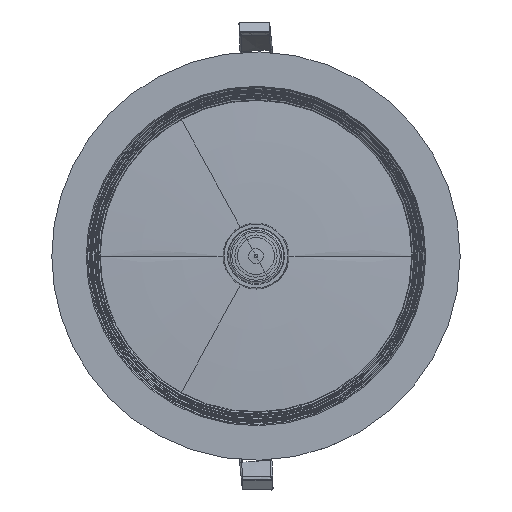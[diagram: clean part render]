
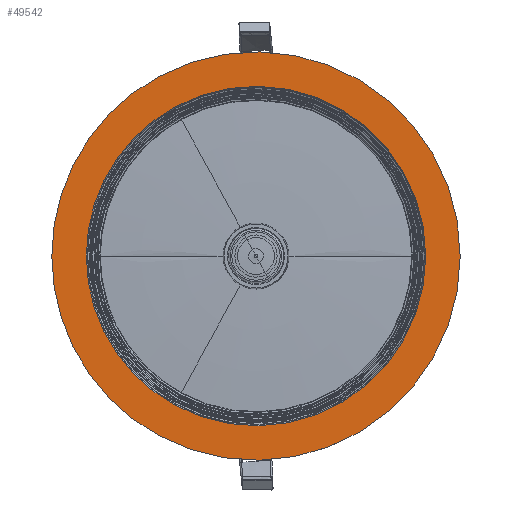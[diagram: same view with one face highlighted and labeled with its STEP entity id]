
A CAD part, top view. The second image highlights one B-rep face of the part: STEP entity #49542.
In plain terms, the highlighted planar face has unit normal (0, 0, 1).
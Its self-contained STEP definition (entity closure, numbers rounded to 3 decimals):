
#39585=AXIS2_PLACEMENT_3D('Circle Axis2P3D',#39583,#39584,$) ;
#39592=AXIS2_PLACEMENT_3D('Circle Axis2P3D',#39590,#39591,$) ;
#39619=AXIS2_PLACEMENT_3D('Circle Axis2P3D',#39617,#39618,$) ;
#39631=AXIS2_PLACEMENT_3D('Circle Axis2P3D',#39629,#39630,$) ;
#49500=AXIS2_PLACEMENT_3D('Plane Axis2P3D',#49497,#49498,#49499) ;
#49510=AXIS2_PLACEMENT_3D('Circle Axis2P3D',#49508,#49509,$) ;
#49519=AXIS2_PLACEMENT_3D('Circle Axis2P3D',#49517,#49518,$) ;
#49526=AXIS2_PLACEMENT_3D('Circle Axis2P3D',#49524,#49525,$) ;
#49533=AXIS2_PLACEMENT_3D('Circle Axis2P3D',#49531,#49532,$) ;
#39580=CARTESIAN_POINT('Vertex',(-57.55,105.344,57.8)) ;
#39583=CARTESIAN_POINT('Axis2P3D Location',(0.,0.,57.8)) ;
#39587=CARTESIAN_POINT('Vertex',(120.039,0.,57.8)) ;
#39590=CARTESIAN_POINT('Axis2P3D Location',(0.,0.,57.8)) ;
#39594=CARTESIAN_POINT('Vertex',(-57.55,-105.344,57.8)) ;
#39614=CARTESIAN_POINT('Vertex',(-120.039,0.,57.8)) ;
#39617=CARTESIAN_POINT('Axis2P3D Location',(0.,0.,57.8)) ;
#39629=CARTESIAN_POINT('Axis2P3D Location',(0.,0.,57.8)) ;
#49497=CARTESIAN_POINT('Axis2P3D Location',(0.,-120.039,57.8)) ;
#49508=CARTESIAN_POINT('Axis2P3D Location',(0.,0.,57.8)) ;
#49512=CARTESIAN_POINT('Vertex',(99.758,0.,57.8)) ;
#49514=CARTESIAN_POINT('Vertex',(-47.827,-87.546,57.8)) ;
#49517=CARTESIAN_POINT('Axis2P3D Location',(0.,0.,57.8)) ;
#49521=CARTESIAN_POINT('Vertex',(-99.758,0.,57.8)) ;
#49524=CARTESIAN_POINT('Axis2P3D Location',(0.,0.,57.8)) ;
#49528=CARTESIAN_POINT('Vertex',(-47.827,87.546,57.8)) ;
#49531=CARTESIAN_POINT('Axis2P3D Location',(0.,0.,57.8)) ;
#39584=DIRECTION('Axis2P3D Direction',(0.,0.,1.)) ;
#39591=DIRECTION('Axis2P3D Direction',(0.,0.,1.)) ;
#39618=DIRECTION('Axis2P3D Direction',(0.,0.,1.)) ;
#39630=DIRECTION('Axis2P3D Direction',(0.,0.,1.)) ;
#49498=DIRECTION('Axis2P3D Direction',(0.,0.,1.)) ;
#49499=DIRECTION('Axis2P3D XDirection',(1.,0.,0.)) ;
#49509=DIRECTION('Axis2P3D Direction',(0.,0.,1.)) ;
#49518=DIRECTION('Axis2P3D Direction',(0.,0.,1.)) ;
#49525=DIRECTION('Axis2P3D Direction',(0.,0.,1.)) ;
#49532=DIRECTION('Axis2P3D Direction',(0.,0.,1.)) ;
#49503=ORIENTED_EDGE('',*,*,#39589,.T.) ;
#49504=ORIENTED_EDGE('',*,*,#39621,.T.) ;
#49505=ORIENTED_EDGE('',*,*,#39633,.F.) ;
#49506=ORIENTED_EDGE('',*,*,#39596,.F.) ;
#49537=ORIENTED_EDGE('',*,*,#49516,.T.) ;
#49538=ORIENTED_EDGE('',*,*,#49523,.T.) ;
#49539=ORIENTED_EDGE('',*,*,#49530,.F.) ;
#49540=ORIENTED_EDGE('',*,*,#49535,.F.) ;
#49541=FACE_BOUND('',#49536,.T.) ;
#49542=ADVANCED_FACE('PartBody',(#49507,#49541),#49501,.T.) ;
#39586=CIRCLE('generated circle',#39585,120.039) ;
#39593=CIRCLE('generated circle',#39592,120.039) ;
#39620=CIRCLE('generated circle',#39619,120.039) ;
#39632=CIRCLE('generated circle',#39631,120.039) ;
#49511=CIRCLE('generated circle',#49510,99.758) ;
#49520=CIRCLE('generated circle',#49519,99.758) ;
#49527=CIRCLE('generated circle',#49526,99.758) ;
#49534=CIRCLE('generated circle',#49533,99.758) ;
#39589=EDGE_CURVE('',#39588,#39581,#39586,.T.) ;
#39596=EDGE_CURVE('',#39588,#39595,#39593,.F.) ;
#39621=EDGE_CURVE('',#39581,#39615,#39620,.T.) ;
#39633=EDGE_CURVE('',#39595,#39615,#39632,.F.) ;
#49516=EDGE_CURVE('',#49513,#49515,#49511,.F.) ;
#49523=EDGE_CURVE('',#49515,#49522,#49520,.F.) ;
#49530=EDGE_CURVE('',#49529,#49522,#49527,.T.) ;
#49535=EDGE_CURVE('',#49513,#49529,#49534,.T.) ;
#49502=EDGE_LOOP('',(#49503,#49504,#49505,#49506)) ;
#49536=EDGE_LOOP('',(#49537,#49538,#49539,#49540)) ;
#49507=FACE_OUTER_BOUND('',#49502,.T.) ;
#49501=PLANE('',#49500) ;
#39581=VERTEX_POINT('',#39580) ;
#39588=VERTEX_POINT('',#39587) ;
#39595=VERTEX_POINT('',#39594) ;
#39615=VERTEX_POINT('',#39614) ;
#49513=VERTEX_POINT('',#49512) ;
#49515=VERTEX_POINT('',#49514) ;
#49522=VERTEX_POINT('',#49521) ;
#49529=VERTEX_POINT('',#49528) ;
